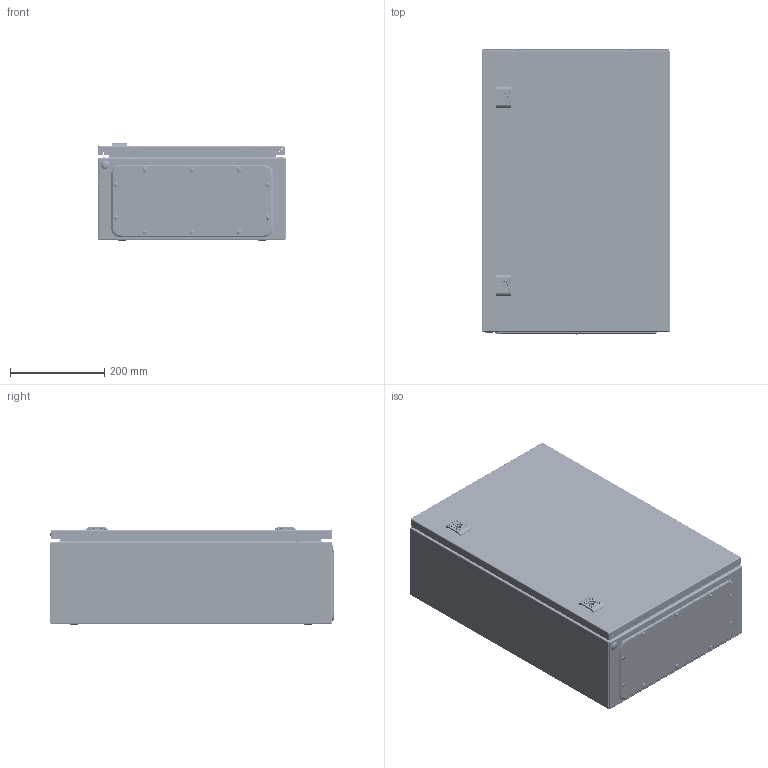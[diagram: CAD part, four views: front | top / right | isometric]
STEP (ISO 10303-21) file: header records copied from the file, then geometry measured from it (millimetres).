
FILE_DESCRIPTION (( 'STEP AP203' ), '1' );
FILE_NAME ('600x400x200.STEP', '2014-10-17T11:27:21', ( '' ), ( '' ), 'SwSTEP 2.0', 'SolidWorks 2014', '' );
FILE_SCHEMA (( 'CONFIG_CONTROL_DESIGN' ));
Length unit declared in the file: millimetre
Products named in the file (34): Handle small door; Subassieme_Corpo_e_Fondo_SubAssCorpo_Fondo_0600x0400x200; AC00C316_AC00C316; Remote hub; MOLLA AC00C344_AC00C344; Dead door ST_600x400; Flange ST_CB01C279; Corpi_Scatola new_Corpo_0600x0400x200; 600x400x200; End-cup AC00C112; BASETTA ESTERNA PER BOX AC00C503_AC00C503; Sealant for flange 2_‘‚01‘279; Cerniera_CE; CERNIERA SALDATA; Inserto a doppio pettine AC00C443_AC00C343; Oval Head Sheet Metal Screw_DIN_12222; Fondi 2_Fondo_0600x0400; sealant for door CE_600x400; Linguetta CE_handle CE; SubAssem_Flange_SubAssem_Flange_CB01C279; land; SubAssem door ST_0600å0400 CB02C387; Hex Flange Bolt Small_ISO_ISO 4162 - M6 x 12 x 12-S; land Ì6õ20; end-cap_AC00C061; Perno AC00C401_AC00C401; AC00C348; Plate M4; End-cup AC00C383; Mounting plates ST 1.8mm BD=3.20 REV.1 2_600å400; Sealant AC00356; Countersunk Flat Head Cross Recess Screw_DIN_ISO 7046-1 - M4 x 8 - Z --- 8S; End-cup AC00C317; Hex Flange Nut_AM_B18.2.2.4M - Hex flange nut, M6 x 1 --N
Assembly tree (79 placements, depth 4):
  600x400x200
    Subassieme_Corpo_e_Fondo_SubAssCorpo_Fondo_0600x0400x200
      Corpi_Scatola new_Corpo_0600x0400x200
      Cerniera_CE  x2
      Fondi 2_Fondo_0600x0400
      land  x4
      end-cap_AC00C061  x2
      End-cup AC00C383  x2
      End-cup AC00C317  x4
      AC00C316_AC00C316
      SubAssem_Flange_SubAssem_Flange_CB01C279
        Flange ST_CB01C279
        Sealant for flange 2_‘‚01‘279
        Oval Head Sheet Metal Screw_DIN_12222  x10
      land Ì6õ20  x4
      Plate M4  x2
      Countersunk Flat Head Cross Recess Screw_DIN_ISO 7046-1 - M4 x 8 - Z --- 8S  x4
    SubAssem door ST_0600å0400 CB02C387
      Dead door ST_600x400
      Handle small door  x2
        BASETTA ESTERNA PER BOX AC00C503_AC00C503
        Inserto a doppio pettine AC00C443_AC00C343
        Linguetta CE_handle CE
        Hex Flange Bolt Small_ISO_ISO 4162 - M6 x 12 x 12-S
        AC00C348
        Sealant AC00356
      MOLLA AC00C344_AC00C344  x2
      End-cup AC00C112  x4
      CERNIERA SALDATA  x2
      land  x4
      end-cap_AC00C061  x4
      sealant for door CE_600x400
    Perno AC00C401_AC00C401  x2
    Mounting plates ST 1.8mm BD=3.20 REV.1 2_600å400
    Hex Flange Nut_AM_B18.2.2.4M - Hex flange nut, M6 x 1 --N  x4
    Remote hub  x4
Bounding box: 400.37 x 605.03 x 208.03 mm (x, y, z)
Volume: 1863359.3 mm3; surface area: 2510249.2 mm2
Topology: 92 solids, 92 shells, 10206 faces, 27924 edges, 18222 vertices
Faces by surface type: bspline 4510, plane 2581, cylinder 2155, cone 722, torus 200, sphere 38
Entity records: 386605 total; most frequent: CARTESIAN_POINT 296315, ORIENTED_EDGE 20036, DIRECTION 14458, EDGE_CURVE 10018, VERTEX_POINT 6474, LINE 5078, VECTOR 5078, AXIS2_PLACEMENT_3D 4690
